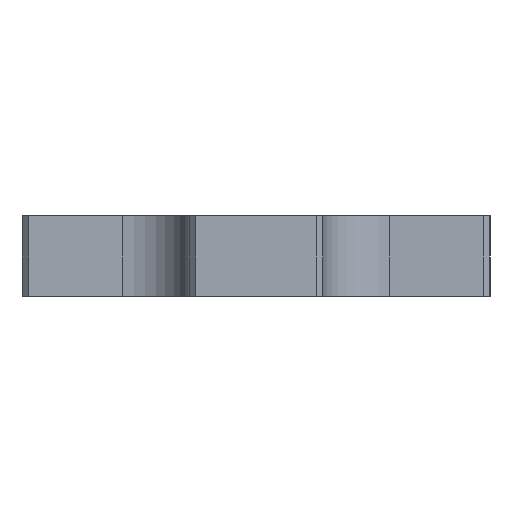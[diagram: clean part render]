
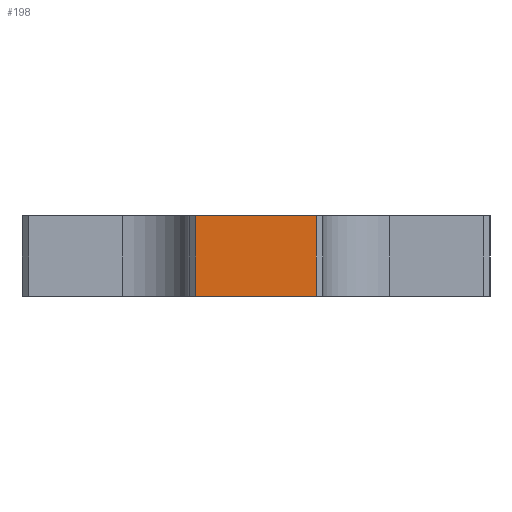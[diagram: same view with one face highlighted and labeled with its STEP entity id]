
A CAD part, left-side view. The second image highlights one B-rep face of the part: STEP entity #198.
In plain terms, the highlighted planar face has unit normal (-1, 0, 0).
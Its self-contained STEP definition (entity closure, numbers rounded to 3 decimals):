
#82 = VECTOR ( 'NONE', #1356, 1000. ) ;
#124 = ORIENTED_EDGE ( 'NONE', *, *, #693, .T. ) ;
#175 = LINE ( 'NONE', #415, #1053 ) ;
#181 = FACE_OUTER_BOUND ( 'NONE', #743, .T. ) ;
#185 = AXIS2_PLACEMENT_3D ( 'NONE', #370, #478, #607 ) ;
#195 = EDGE_CURVE ( 'NONE', #426, #1355, #334, .T. ) ;
#198 = ADVANCED_FACE ( 'NONE', ( #181 ), #362, .F. ) ;
#265 = ORIENTED_EDGE ( 'NONE', *, *, #195, .F. ) ;
#312 = CARTESIAN_POINT ( 'NONE',  ( -23., 45., 0. ) ) ;
#334 = LINE ( 'NONE', #1320, #613 ) ;
#362 = PLANE ( 'NONE',  #185 ) ;
#363 = CARTESIAN_POINT ( 'NONE',  ( -23., 44., 12. ) ) ;
#370 = CARTESIAN_POINT ( 'NONE',  ( -23., 45., 12. ) ) ;
#415 = CARTESIAN_POINT ( 'NONE',  ( -23., 26., 12. ) ) ;
#426 = VERTEX_POINT ( 'NONE', #695 ) ;
#472 = CARTESIAN_POINT ( 'NONE',  ( -23., 26., 0. ) ) ;
#478 = DIRECTION ( 'NONE',  ( 1., 0., 0. ) ) ;
#512 = LINE ( 'NONE', #363, #1285 ) ;
#533 = VERTEX_POINT ( 'NONE', #738 ) ;
#607 = DIRECTION ( 'NONE',  ( 0., 1., 0. ) ) ;
#613 = VECTOR ( 'NONE', #1181, 1000. ) ;
#656 = CARTESIAN_POINT ( 'NONE',  ( -23., 26., 12. ) ) ;
#663 = EDGE_CURVE ( 'NONE', #1475, #1355, #175, .T. ) ;
#693 = EDGE_CURVE ( 'NONE', #533, #1475, #817, .T. ) ;
#695 = CARTESIAN_POINT ( 'NONE',  ( -23., 44., 12. ) ) ;
#738 = CARTESIAN_POINT ( 'NONE',  ( -23., 44., 0. ) ) ;
#743 = EDGE_LOOP ( 'NONE', ( #124, #1432, #265, #948 ) ) ;
#817 = LINE ( 'NONE', #312, #82 ) ;
#948 = ORIENTED_EDGE ( 'NONE', *, *, #1484, .T. ) ;
#999 = DIRECTION ( 'NONE',  ( 0., 0., -1. ) ) ;
#1053 = VECTOR ( 'NONE', #1124, 1000. ) ;
#1124 = DIRECTION ( 'NONE',  ( 0., 0., 1. ) ) ;
#1181 = DIRECTION ( 'NONE',  ( 0., -1., 0. ) ) ;
#1285 = VECTOR ( 'NONE', #999, 1000. ) ;
#1320 = CARTESIAN_POINT ( 'NONE',  ( -23., 45., 12. ) ) ;
#1355 = VERTEX_POINT ( 'NONE', #656 ) ;
#1356 = DIRECTION ( 'NONE',  ( 0., -1., 0. ) ) ;
#1432 = ORIENTED_EDGE ( 'NONE', *, *, #663, .T. ) ;
#1475 = VERTEX_POINT ( 'NONE', #472 ) ;
#1484 = EDGE_CURVE ( 'NONE', #426, #533, #512, .T. ) ;
